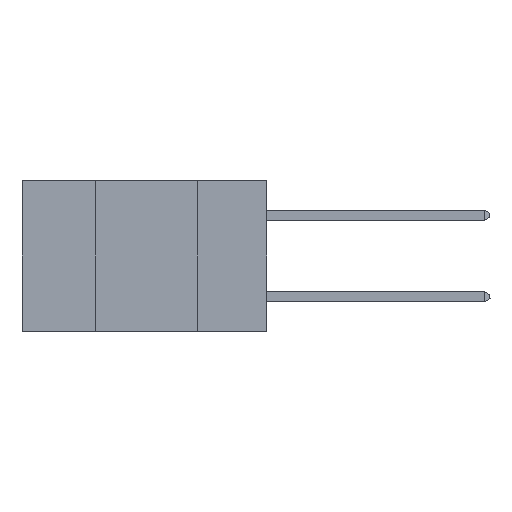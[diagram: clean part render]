
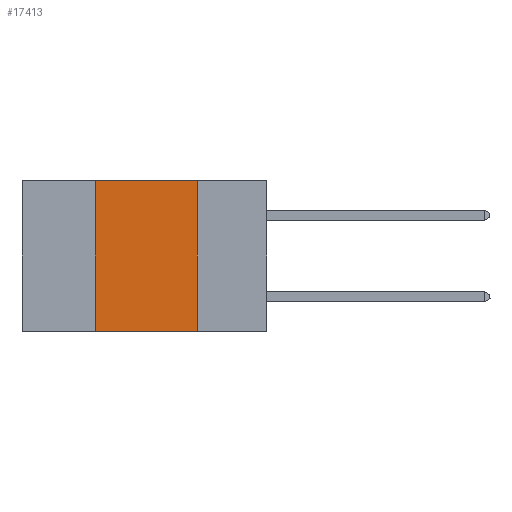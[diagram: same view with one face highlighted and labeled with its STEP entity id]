
A CAD part, left-side view. The second image highlights one B-rep face of the part: STEP entity #17413.
In plain terms, the highlighted planar face has unit normal (-1, 0, 0).
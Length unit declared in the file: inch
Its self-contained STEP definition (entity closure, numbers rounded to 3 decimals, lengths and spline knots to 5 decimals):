
#351 = PLANE ( 'NONE',  #10607 ) ;
#779 = EDGE_CURVE ( 'NONE', #32195, #28306, #4939, .T. ) ;
#967 = LINE ( 'NONE', #26171, #12819 ) ;
#3325 = LINE ( 'NONE', #24999, #20747 ) ;
#4093 = CARTESIAN_POINT ( 'NONE',  ( 0., 0.6, 0. ) ) ;
#4301 = ORIENTED_EDGE ( 'NONE', *, *, #13297, .F. ) ;
#4567 = DIRECTION ( 'NONE',  ( 0., 0., 1. ) ) ;
#4939 = LINE ( 'NONE', #4093, #9173 ) ;
#9173 = VECTOR ( 'NONE', #15239, 39.37008 ) ;
#10051 = ORIENTED_EDGE ( 'NONE', *, *, #779, .F. ) ;
#10607 = AXIS2_PLACEMENT_3D ( 'NONE', #33243, #19334, #19447 ) ;
#11643 = VERTEX_POINT ( 'NONE', #27209 ) ;
#11885 = CARTESIAN_POINT ( 'NONE',  ( 0., 0.6, -0.37 ) ) ;
#12819 = VECTOR ( 'NONE', #4567, 39.37008 ) ;
#13297 = EDGE_CURVE ( 'NONE', #28306, #11643, #3325, .T. ) ;
#15239 = DIRECTION ( 'NONE',  ( 0., -1., 0. ) ) ;
#15728 = VERTEX_POINT ( 'NONE', #22194 ) ;
#16905 = DIRECTION ( 'NONE',  ( 0., 0., -1. ) ) ;
#17413 = ADVANCED_FACE ( 'NONE', ( #30578 ), #351, .F. ) ;
#19026 = CARTESIAN_POINT ( 'NONE',  ( 0., 0.17, 0. ) ) ;
#19334 = DIRECTION ( 'NONE',  ( 1., 0., 0. ) ) ;
#19447 = DIRECTION ( 'NONE',  ( 0., 0., -1. ) ) ;
#19959 = EDGE_CURVE ( 'NONE', #15728, #32195, #967, .T. ) ;
#20225 = EDGE_CURVE ( 'NONE', #15728, #11643, #27676, .T. ) ;
#20747 = VECTOR ( 'NONE', #16905, 39.37008 ) ;
#21753 = VECTOR ( 'NONE', #31038, 39.37008 ) ;
#22194 = CARTESIAN_POINT ( 'NONE',  ( 0., 0.42, -0.37 ) ) ;
#23693 = EDGE_LOOP ( 'NONE', ( #4301, #10051, #32900, #25535 ) ) ;
#24999 = CARTESIAN_POINT ( 'NONE',  ( 0., 0.17, 0. ) ) ;
#25535 = ORIENTED_EDGE ( 'NONE', *, *, #20225, .T. ) ;
#26171 = CARTESIAN_POINT ( 'NONE',  ( 0., 0.42, 0. ) ) ;
#27209 = CARTESIAN_POINT ( 'NONE',  ( 0., 0.17, -0.37 ) ) ;
#27676 = LINE ( 'NONE', #11885, #21753 ) ;
#28306 = VERTEX_POINT ( 'NONE', #19026 ) ;
#30578 = FACE_OUTER_BOUND ( 'NONE', #23693, .T. ) ;
#31038 = DIRECTION ( 'NONE',  ( 0., -1., 0. ) ) ;
#32066 = CARTESIAN_POINT ( 'NONE',  ( 0., 0.42, 0. ) ) ;
#32195 = VERTEX_POINT ( 'NONE', #32066 ) ;
#32900 = ORIENTED_EDGE ( 'NONE', *, *, #19959, .F. ) ;
#33243 = CARTESIAN_POINT ( 'NONE',  ( 0., 0.6, 0. ) ) ;
